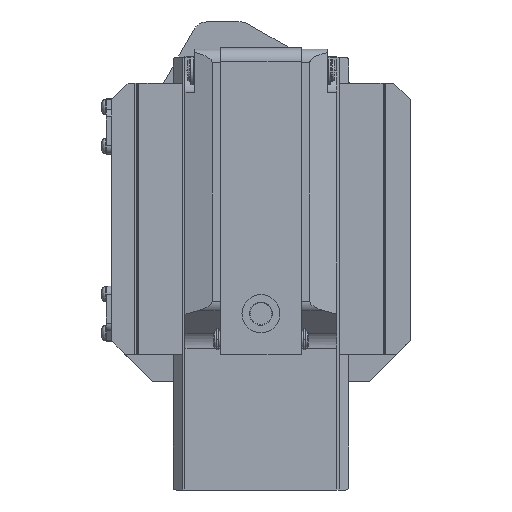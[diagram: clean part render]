
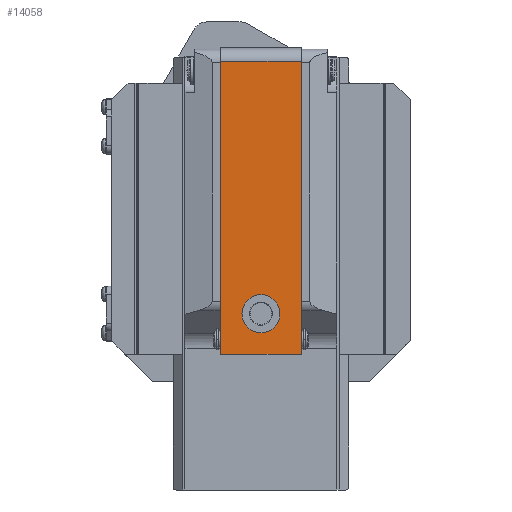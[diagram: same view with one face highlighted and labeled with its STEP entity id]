
A CAD part, left-side view. The second image highlights one B-rep face of the part: STEP entity #14058.
In plain terms, the highlighted planar face has unit normal (-1, 0, 0).
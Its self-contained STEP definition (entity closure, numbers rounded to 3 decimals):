
#2216=DIRECTION('',(0.,0.,1.));
#2217=VECTOR('',#2216,108.);
#2218=CARTESIAN_POINT('',(-166.5,14.85,-40.));
#2219=LINE('',#2218,#2217);
#2326=DIRECTION('',(0.,0.,1.));
#2327=VECTOR('',#2326,108.);
#2328=CARTESIAN_POINT('',(-166.5,-14.85,-40.));
#2329=LINE('',#2328,#2327);
#2746=DIRECTION('',(0.,-1.,0.));
#2747=VECTOR('',#2746,29.7);
#2748=CARTESIAN_POINT('',(-166.5,14.85,68.));
#2749=LINE('',#2748,#2747);
#2750=DIRECTION('',(0.,1.,0.));
#2751=VECTOR('',#2750,29.7);
#2752=CARTESIAN_POINT('',(-166.5,-14.85,-40.));
#2753=LINE('',#2752,#2751);
#2754=CARTESIAN_POINT('',(-166.5,0.,-25.));
#2755=DIRECTION('',(-1.,0.,0.));
#2756=DIRECTION('',(0.,0.,1.));
#2757=AXIS2_PLACEMENT_3D('',#2754,#2755,#2756);
#2759=CARTESIAN_POINT('',(-166.5,0.,-25.));
#2760=DIRECTION('',(-1.,0.,0.));
#2761=DIRECTION('',(0.,0.,-1.));
#2762=AXIS2_PLACEMENT_3D('',#2759,#2760,#2761);
#9737=CARTESIAN_POINT('',(-166.5,-14.85,-40.));
#9738=VERTEX_POINT('',#9737);
#9743=CARTESIAN_POINT('',(-166.5,14.85,-40.));
#9744=VERTEX_POINT('',#9743);
#9746=CARTESIAN_POINT('',(-166.5,-14.85,68.));
#9748=VERTEX_POINT('',#9746);
#9749=CARTESIAN_POINT('',(-166.5,14.85,68.));
#9750=VERTEX_POINT('',#9749);
#9939=CARTESIAN_POINT('',(-166.5,0.,-18.));
#9940=CARTESIAN_POINT('',(-166.5,0.,-32.));
#9941=VERTEX_POINT('',#9939);
#9942=VERTEX_POINT('',#9940);
#14040=CARTESIAN_POINT('',(-166.5,-14.85,-40.));
#14041=DIRECTION('',(-1.,0.,0.));
#14042=DIRECTION('',(0.,0.,1.));
#14043=AXIS2_PLACEMENT_3D('',#14040,#14041,#14042);
#14044=PLANE('',#14043);
#14045=ORIENTED_EDGE('',*,*,#14033,.T.);
#14046=ORIENTED_EDGE('',*,*,#13525,.F.);
#14048=ORIENTED_EDGE('',*,*,#14047,.T.);
#14049=ORIENTED_EDGE('',*,*,#13432,.T.);
#14050=EDGE_LOOP('',(#14045,#14046,#14048,#14049));
#14051=FACE_OUTER_BOUND('',#14050,.F.);
#14053=ORIENTED_EDGE('',*,*,#14052,.T.);
#14055=ORIENTED_EDGE('',*,*,#14054,.T.);
#14056=EDGE_LOOP('',(#14053,#14055));
#14057=FACE_BOUND('',#14056,.F.);
#14058=ADVANCED_FACE('',(#14051,#14057),#14044,.T.);
#2758=CIRCLE('',#2757,7.);
#2763=CIRCLE('',#2762,7.);
#13432=EDGE_CURVE('',#9744,#9750,#2219,.T.);
#13525=EDGE_CURVE('',#9738,#9748,#2329,.T.);
#14033=EDGE_CURVE('',#9750,#9748,#2749,.T.);
#14047=EDGE_CURVE('',#9738,#9744,#2753,.T.);
#14052=EDGE_CURVE('',#9941,#9942,#2758,.T.);
#14054=EDGE_CURVE('',#9942,#9941,#2763,.T.);
